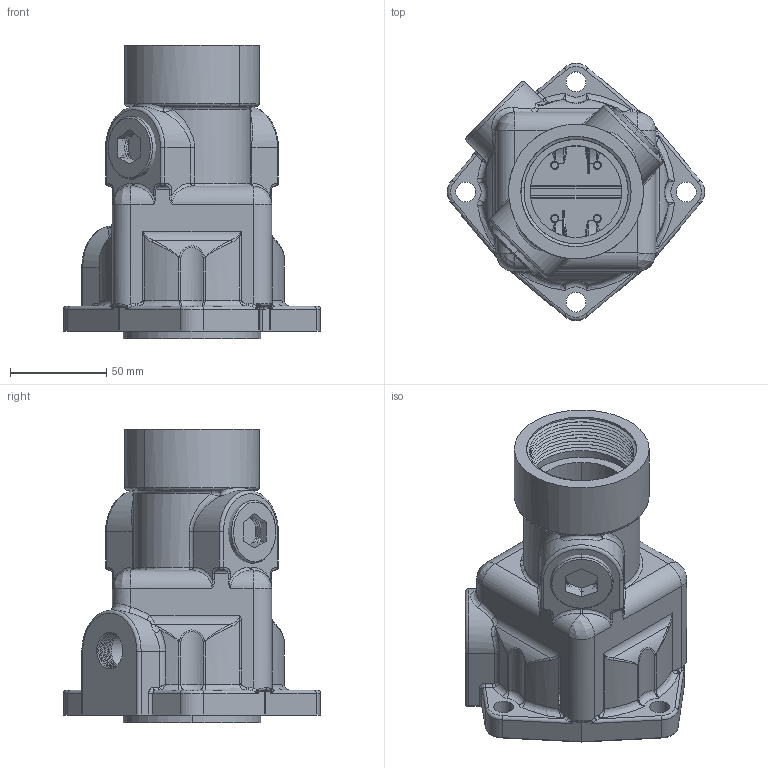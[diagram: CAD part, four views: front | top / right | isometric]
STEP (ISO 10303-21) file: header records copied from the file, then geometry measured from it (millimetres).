
FILE_DESCRIPTION((''),'2;1');
FILE_NAME('2_V30_SCV_05','2012-03-13T',('sobri'),(''),'PRO/ENGINEER BY PARAMETRIC TECHNOLOGY CORPORATION, 2011180','PRO/ENGINEER BY PARAMETRIC TECHNOLOGY CORPORATION, 2011180','');
FILE_SCHEMA(('CONFIG_CONTROL_DESIGN'));
Length unit declared in the file: inch
Products named in the file (1): 2_V30_SCV_05
Bounding box: 133.35 x 133.35 x 152.03 mm (x, y, z)
Surface area: 134395.5 mm2 (no closed solid volume)
Topology: 0 solids, 40 shells, 967 faces, 2663 edges, 1689 vertices
Faces by surface type: cylinder 432, bspline 219, plane 161, torus 125, cone 16, sphere 14
Entity records: 56294 total; most frequent: CARTESIAN_POINT 34078, ORIENTED_EDGE 4714, DIRECTION 4147, EDGE_CURVE 2663, VERTEX_POINT 1689, AXIS2_PLACEMENT_3D 1653, EDGE_LOOP 1016, FACE_OUTER_BOUND 967
